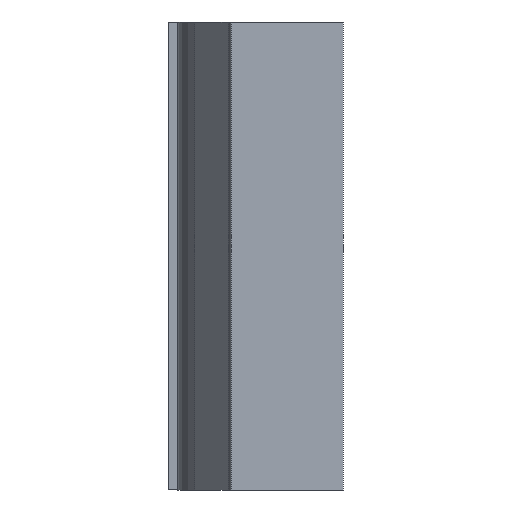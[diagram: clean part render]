
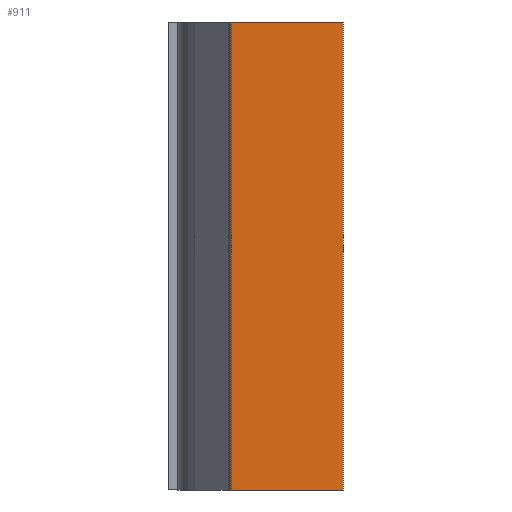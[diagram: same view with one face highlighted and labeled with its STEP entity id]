
A CAD part, left-side view. The second image highlights one B-rep face of the part: STEP entity #911.
In plain terms, the highlighted planar face has unit normal (-1, 0, 0).
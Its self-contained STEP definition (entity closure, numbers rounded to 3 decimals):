
#11 = PLANE ( 'NONE',  #215 ) ;
#60 = CARTESIAN_POINT ( 'NONE',  ( 0., -0.31, 0. ) ) ;
#80 = EDGE_CURVE ( 'NONE', #241, #962, #740, .T. ) ;
#88 = VECTOR ( 'NONE', #1088, 1000. ) ;
#97 = EDGE_CURVE ( 'NONE', #117, #241, #754, .T. ) ;
#101 = DIRECTION ( 'NONE',  ( 0., 0., -1. ) ) ;
#117 = VERTEX_POINT ( 'NONE', #938 ) ;
#120 = VECTOR ( 'NONE', #1081, 1000. ) ;
#134 = DIRECTION ( 'NONE',  ( 0., 0., 1. ) ) ;
#202 = EDGE_CURVE ( 'NONE', #493, #962, #1030, .T. ) ;
#215 = AXIS2_PLACEMENT_3D ( 'NONE', #384, #895, #101 ) ;
#228 = CARTESIAN_POINT ( 'NONE',  ( 0., -0.31, -1.525 ) ) ;
#234 = VECTOR ( 'NONE', #471, 1000. ) ;
#241 = VERTEX_POINT ( 'NONE', #875 ) ;
#325 = ORIENTED_EDGE ( 'NONE', *, *, #97, .F. ) ;
#384 = CARTESIAN_POINT ( 'NONE',  ( 0., 0.21, -1.525 ) ) ;
#445 = EDGE_CURVE ( 'NONE', #493, #117, #734, .T. ) ;
#471 = DIRECTION ( 'NONE',  ( 0., 0., 1. ) ) ;
#493 = VERTEX_POINT ( 'NONE', #500 ) ;
#500 = CARTESIAN_POINT ( 'NONE',  ( 0., -0.31, -3.05 ) ) ;
#588 = CARTESIAN_POINT ( 'NONE',  ( 0., 0.21, 0. ) ) ;
#596 = EDGE_LOOP ( 'NONE', ( #325, #609, #1027, #891 ) ) ;
#609 = ORIENTED_EDGE ( 'NONE', *, *, #445, .F. ) ;
#649 = CARTESIAN_POINT ( 'NONE',  ( 0., 0.42, -1.525 ) ) ;
#734 = LINE ( 'NONE', #753, #120 ) ;
#740 = LINE ( 'NONE', #588, #88 ) ;
#753 = CARTESIAN_POINT ( 'NONE',  ( 0., 0.21, -3.05 ) ) ;
#754 = LINE ( 'NONE', #649, #1011 ) ;
#828 = FACE_OUTER_BOUND ( 'NONE', #596, .T. ) ;
#875 = CARTESIAN_POINT ( 'NONE',  ( 0., 0.42, 0. ) ) ;
#891 = ORIENTED_EDGE ( 'NONE', *, *, #80, .F. ) ;
#895 = DIRECTION ( 'NONE',  ( 1., 0., 0. ) ) ;
#911 = ADVANCED_FACE ( 'NONE', ( #828 ), #11, .F. ) ;
#938 = CARTESIAN_POINT ( 'NONE',  ( 0., 0.42, -3.05 ) ) ;
#962 = VERTEX_POINT ( 'NONE', #60 ) ;
#1011 = VECTOR ( 'NONE', #134, 1000. ) ;
#1027 = ORIENTED_EDGE ( 'NONE', *, *, #202, .T. ) ;
#1030 = LINE ( 'NONE', #228, #234 ) ;
#1081 = DIRECTION ( 'NONE',  ( 0., 1., 0. ) ) ;
#1088 = DIRECTION ( 'NONE',  ( 0., -1., 0. ) ) ;
